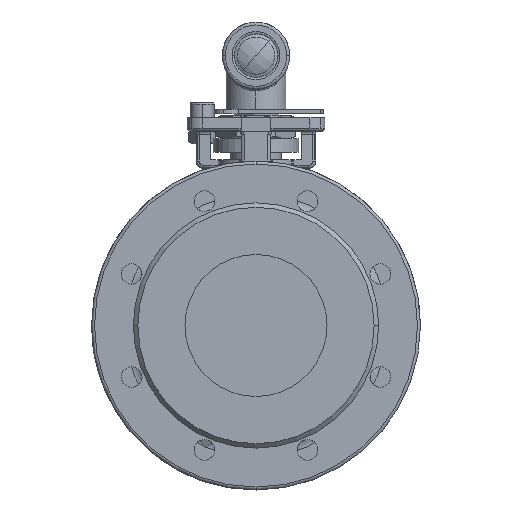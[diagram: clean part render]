
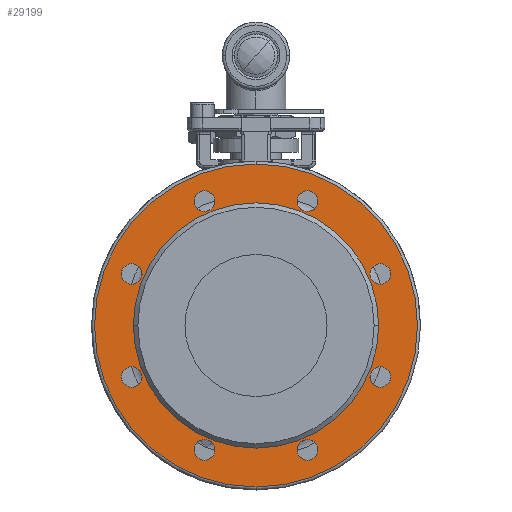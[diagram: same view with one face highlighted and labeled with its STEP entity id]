
A CAD part, left-side view. The second image highlights one B-rep face of the part: STEP entity #29199.
In plain terms, the highlighted planar face has unit normal (-1, 0, 0).
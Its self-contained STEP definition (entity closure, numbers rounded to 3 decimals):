
#12388=CARTESIAN_POINT('',(-72.,-0.,-108.));
#12389=VERTEX_POINT('',#12388);
#12399=CARTESIAN_POINT('',(-72.,0.,108.));
#12400=VERTEX_POINT('',#12399);
#12401=CARTESIAN_POINT('',(-72.,0.,0.));
#12402=DIRECTION('',(1.,0.,0.));
#12403=DIRECTION('',(0.,0.,-1.));
#12404=AXIS2_PLACEMENT_3D('',#12401,#12402,#12403);
#12405=CIRCLE('',#12404,108.);
#12406=EDGE_CURVE('',#12389,#12400,#12405,.T.);
#17171=CARTESIAN_POINT('',(-72.,34.442,-76.232));
#17172=VERTEX_POINT('',#17171);
#17179=CARTESIAN_POINT('',(-72.,34.442,-90.067));
#17180=VERTEX_POINT('',#17179);
#17181=CARTESIAN_POINT('',(-72.,34.442,-83.149));
#17182=DIRECTION('',(1.,0.,-0.));
#17183=DIRECTION('',(0.,0.,1.));
#17184=AXIS2_PLACEMENT_3D('',#17181,#17182,#17183);
#17185=CIRCLE('',#17184,6.918);
#17186=EDGE_CURVE('',#17180,#17172,#17185,.T.);
#17212=CARTESIAN_POINT('',(-72.,-34.442,-76.232));
#17213=VERTEX_POINT('',#17212);
#17223=CARTESIAN_POINT('',(-72.,-34.442,-90.067));
#17224=VERTEX_POINT('',#17223);
#17225=CARTESIAN_POINT('',(-72.,-34.442,-83.149));
#17226=DIRECTION('',(1.,0.,-0.));
#17227=DIRECTION('',(0.,0.,1.));
#17228=AXIS2_PLACEMENT_3D('',#17225,#17226,#17227);
#17229=CIRCLE('',#17228,6.918);
#17230=EDGE_CURVE('',#17224,#17213,#17229,.T.);
#17357=CARTESIAN_POINT('',(-72.,-83.149,-27.524));
#17358=VERTEX_POINT('',#17357);
#17368=CARTESIAN_POINT('',(-72.,-83.149,-41.359));
#17369=VERTEX_POINT('',#17368);
#17370=CARTESIAN_POINT('',(-72.,-83.149,-34.442));
#17371=DIRECTION('',(1.,0.,-0.));
#17372=DIRECTION('',(0.,0.,1.));
#17373=AXIS2_PLACEMENT_3D('',#17370,#17371,#17372);
#17374=CIRCLE('',#17373,6.918);
#17375=EDGE_CURVE('',#17369,#17358,#17374,.T.);
#17541=CARTESIAN_POINT('',(-72.,-83.149,41.359));
#17542=VERTEX_POINT('',#17541);
#17551=CARTESIAN_POINT('',(-72.,-83.149,27.524));
#17552=VERTEX_POINT('',#17551);
#17553=CARTESIAN_POINT('',(-72.,-83.149,34.442));
#17554=DIRECTION('',(1.,0.,-0.));
#17555=DIRECTION('',(0.,0.,1.));
#17556=AXIS2_PLACEMENT_3D('',#17553,#17554,#17555);
#17557=CIRCLE('',#17556,6.918);
#17558=EDGE_CURVE('',#17552,#17542,#17557,.T.);
#17721=CARTESIAN_POINT('',(-72.,-34.442,90.067));
#17722=VERTEX_POINT('',#17721);
#17731=CARTESIAN_POINT('',(-72.,-34.442,76.232));
#17732=VERTEX_POINT('',#17731);
#17733=CARTESIAN_POINT('',(-72.,-34.442,83.149));
#17734=DIRECTION('',(1.,0.,-0.));
#17735=DIRECTION('',(0.,0.,1.));
#17736=AXIS2_PLACEMENT_3D('',#17733,#17734,#17735);
#17737=CIRCLE('',#17736,6.918);
#17738=EDGE_CURVE('',#17732,#17722,#17737,.T.);
#17868=CARTESIAN_POINT('',(-72.,34.442,90.067));
#17869=VERTEX_POINT('',#17868);
#17878=CARTESIAN_POINT('',(-72.,34.442,76.232));
#17879=VERTEX_POINT('',#17878);
#17880=CARTESIAN_POINT('',(-72.,34.442,83.149));
#17881=DIRECTION('',(1.,0.,-0.));
#17882=DIRECTION('',(0.,0.,1.));
#17883=AXIS2_PLACEMENT_3D('',#17880,#17881,#17882);
#17884=CIRCLE('',#17883,6.918);
#17885=EDGE_CURVE('',#17879,#17869,#17884,.T.);
#17909=CARTESIAN_POINT('',(-72.,83.149,41.359));
#17910=VERTEX_POINT('',#17909);
#17919=CARTESIAN_POINT('',(-72.,83.149,27.524));
#17920=VERTEX_POINT('',#17919);
#17921=CARTESIAN_POINT('',(-72.,83.149,34.442));
#17922=DIRECTION('',(1.,0.,-0.));
#17923=DIRECTION('',(0.,0.,1.));
#17924=AXIS2_PLACEMENT_3D('',#17921,#17922,#17923);
#17925=CIRCLE('',#17924,6.918);
#17926=EDGE_CURVE('',#17920,#17910,#17925,.T.);
#17950=CARTESIAN_POINT('',(-72.,83.149,-27.524));
#17951=VERTEX_POINT('',#17950);
#17959=CARTESIAN_POINT('',(-72.,83.149,-41.359));
#17960=VERTEX_POINT('',#17959);
#17961=CARTESIAN_POINT('',(-72.,83.149,-34.442));
#17962=DIRECTION('',(1.,0.,-0.));
#17963=DIRECTION('',(0.,0.,1.));
#17964=AXIS2_PLACEMENT_3D('',#17961,#17962,#17963);
#17965=CIRCLE('',#17964,6.918);
#17966=EDGE_CURVE('',#17960,#17951,#17965,.T.);
#17994=CARTESIAN_POINT('',(-72.,82.,-0.));
#17995=VERTEX_POINT('',#17994);
#18011=CARTESIAN_POINT('',(-72.,-82.,0.));
#18012=VERTEX_POINT('',#18011);
#18019=CARTESIAN_POINT('',(-72.,0.,0.));
#18020=DIRECTION('',(1.,0.,0.));
#18021=DIRECTION('',(-0.,1.,0.));
#18022=AXIS2_PLACEMENT_3D('',#18019,#18020,#18021);
#18023=CIRCLE('',#18022,82.);
#18024=EDGE_CURVE('',#17995,#18012,#18023,.T.);
#24385=CARTESIAN_POINT('',(-72.,0.,0.));
#24386=DIRECTION('',(1.,0.,0.));
#24387=DIRECTION('',(-0.,1.,0.));
#24388=AXIS2_PLACEMENT_3D('',#24385,#24386,#24387);
#24389=CIRCLE('',#24388,82.);
#24390=EDGE_CURVE('',#18012,#17995,#24389,.T.);
#24428=CARTESIAN_POINT('',(-72.,83.149,-34.442));
#24429=DIRECTION('',(1.,0.,-0.));
#24430=DIRECTION('',(0.,0.,1.));
#24431=AXIS2_PLACEMENT_3D('',#24428,#24429,#24430);
#24432=CIRCLE('',#24431,6.918);
#24433=EDGE_CURVE('',#17951,#17960,#24432,.T.);
#24453=CARTESIAN_POINT('',(-72.,83.149,34.442));
#24454=DIRECTION('',(1.,0.,-0.));
#24455=DIRECTION('',(0.,0.,1.));
#24456=AXIS2_PLACEMENT_3D('',#24453,#24454,#24455);
#24457=CIRCLE('',#24456,6.918);
#24458=EDGE_CURVE('',#17910,#17920,#24457,.T.);
#24478=CARTESIAN_POINT('',(-72.,34.442,83.149));
#24479=DIRECTION('',(1.,0.,-0.));
#24480=DIRECTION('',(0.,0.,1.));
#24481=AXIS2_PLACEMENT_3D('',#24478,#24479,#24480);
#24482=CIRCLE('',#24481,6.918);
#24483=EDGE_CURVE('',#17869,#17879,#24482,.T.);
#24544=CARTESIAN_POINT('',(-72.,-34.442,83.149));
#24545=DIRECTION('',(1.,0.,-0.));
#24546=DIRECTION('',(0.,0.,1.));
#24547=AXIS2_PLACEMENT_3D('',#24544,#24545,#24546);
#24548=CIRCLE('',#24547,6.918);
#24549=EDGE_CURVE('',#17722,#17732,#24548,.T.);
#24577=CARTESIAN_POINT('',(-72.,-83.149,34.442));
#24578=DIRECTION('',(1.,0.,-0.));
#24579=DIRECTION('',(0.,0.,1.));
#24580=AXIS2_PLACEMENT_3D('',#24577,#24578,#24579);
#24581=CIRCLE('',#24580,6.918);
#24582=EDGE_CURVE('',#17542,#17552,#24581,.T.);
#24610=CARTESIAN_POINT('',(-72.,-83.149,-34.442));
#24611=DIRECTION('',(1.,0.,-0.));
#24612=DIRECTION('',(0.,0.,1.));
#24613=AXIS2_PLACEMENT_3D('',#24610,#24611,#24612);
#24614=CIRCLE('',#24613,6.918);
#24615=EDGE_CURVE('',#17358,#17369,#24614,.T.);
#24673=CARTESIAN_POINT('',(-72.,-34.442,-83.149));
#24674=DIRECTION('',(1.,0.,-0.));
#24675=DIRECTION('',(0.,0.,1.));
#24676=AXIS2_PLACEMENT_3D('',#24673,#24674,#24675);
#24677=CIRCLE('',#24676,6.918);
#24678=EDGE_CURVE('',#17213,#17224,#24677,.T.);
#24698=CARTESIAN_POINT('',(-72.,34.442,-83.149));
#24699=DIRECTION('',(1.,0.,-0.));
#24700=DIRECTION('',(0.,0.,1.));
#24701=AXIS2_PLACEMENT_3D('',#24698,#24699,#24700);
#24702=CIRCLE('',#24701,6.918);
#24703=EDGE_CURVE('',#17172,#17180,#24702,.T.);
#29148=CARTESIAN_POINT('',(-72.,96.,0.));
#29149=DIRECTION('',(-1.,0.,0.));
#29150=DIRECTION('',(0.,0.,1.));
#29151=AXIS2_PLACEMENT_3D('',#29148,#29149,#29150);
#29152=PLANE('',#29151);
#29153=CARTESIAN_POINT('',(-72.,0.,0.));
#29154=DIRECTION('',(1.,0.,0.));
#29155=DIRECTION('',(0.,0.,-1.));
#29156=AXIS2_PLACEMENT_3D('',#29153,#29154,#29155);
#29157=CIRCLE('',#29156,108.);
#29158=EDGE_CURVE('',#12400,#12389,#29157,.T.);
#29159=ORIENTED_EDGE('',*,*,#29158,.F.);
#29160=ORIENTED_EDGE('',*,*,#12406,.F.);
#29161=EDGE_LOOP('',(#29159,#29160));
#29162=FACE_BOUND('',#29161,.T.);
#29163=ORIENTED_EDGE('',*,*,#24390,.T.);
#29164=ORIENTED_EDGE('',*,*,#18024,.T.);
#29165=EDGE_LOOP('',(#29163,#29164));
#29166=FACE_BOUND('',#29165,.T.);
#29167=ORIENTED_EDGE('',*,*,#17966,.T.);
#29168=ORIENTED_EDGE('',*,*,#24433,.T.);
#29169=EDGE_LOOP('',(#29167,#29168));
#29170=FACE_BOUND('',#29169,.T.);
#29171=ORIENTED_EDGE('',*,*,#17926,.T.);
#29172=ORIENTED_EDGE('',*,*,#24458,.T.);
#29173=EDGE_LOOP('',(#29171,#29172));
#29174=FACE_BOUND('',#29173,.T.);
#29175=ORIENTED_EDGE('',*,*,#17885,.T.);
#29176=ORIENTED_EDGE('',*,*,#24483,.T.);
#29177=EDGE_LOOP('',(#29175,#29176));
#29178=FACE_BOUND('',#29177,.T.);
#29179=ORIENTED_EDGE('',*,*,#17738,.T.);
#29180=ORIENTED_EDGE('',*,*,#24549,.T.);
#29181=EDGE_LOOP('',(#29179,#29180));
#29182=FACE_BOUND('',#29181,.T.);
#29183=ORIENTED_EDGE('',*,*,#17558,.T.);
#29184=ORIENTED_EDGE('',*,*,#24582,.T.);
#29185=EDGE_LOOP('',(#29183,#29184));
#29186=FACE_BOUND('',#29185,.T.);
#29187=ORIENTED_EDGE('',*,*,#17375,.T.);
#29188=ORIENTED_EDGE('',*,*,#24615,.T.);
#29189=EDGE_LOOP('',(#29187,#29188));
#29190=FACE_BOUND('',#29189,.T.);
#29191=ORIENTED_EDGE('',*,*,#17230,.T.);
#29192=ORIENTED_EDGE('',*,*,#24678,.T.);
#29193=EDGE_LOOP('',(#29191,#29192));
#29194=FACE_BOUND('',#29193,.T.);
#29195=ORIENTED_EDGE('',*,*,#17186,.T.);
#29196=ORIENTED_EDGE('',*,*,#24703,.T.);
#29197=EDGE_LOOP('',(#29195,#29196));
#29198=FACE_BOUND('',#29197,.T.);
#29199=ADVANCED_FACE('',(#29162,#29166,#29170,#29174,#29178,#29182,#29186,#29190,#29194,#29198),#29152,.T.);
